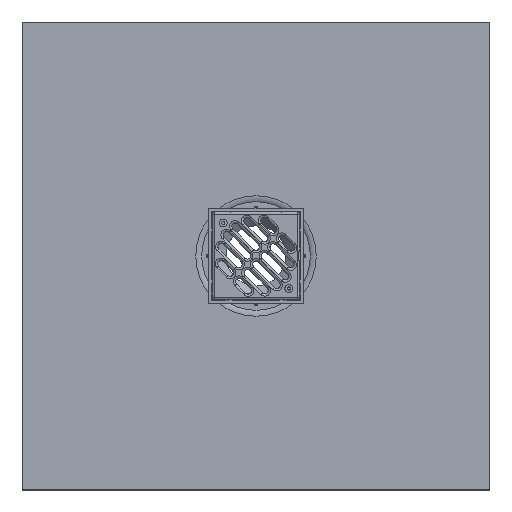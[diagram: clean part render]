
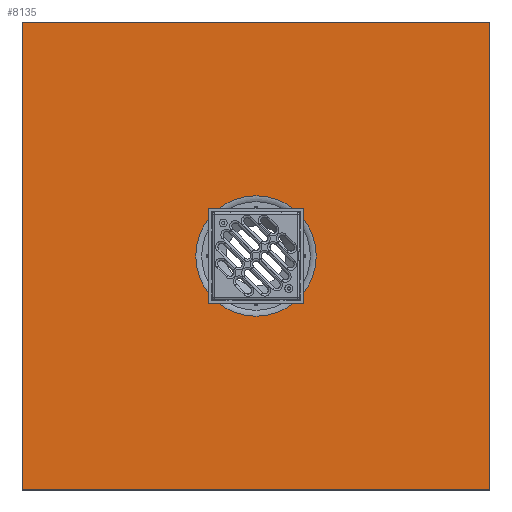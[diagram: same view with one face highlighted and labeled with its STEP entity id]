
A CAD part, top view. The second image highlights one B-rep face of the part: STEP entity #8135.
In plain terms, the highlighted planar face has unit normal (0, 0, 1).
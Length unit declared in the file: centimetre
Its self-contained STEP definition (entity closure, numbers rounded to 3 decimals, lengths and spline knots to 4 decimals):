
#357=LINE('',#13802,#896);
#361=LINE('',#13809,#900);
#364=LINE('',#13815,#903);
#365=LINE('',#13817,#904);
#896=VECTOR('',#10319,1.);
#900=VECTOR('',#10325,1.);
#903=VECTOR('',#10330,1.);
#904=VECTOR('',#10333,1.);
#1448=FACE_BOUND('',#2341,.T.);
#1535=PLANE('',#8835);
#1800=FACE_OUTER_BOUND('',#2340,.T.);
#2340=EDGE_LOOP('',(#6002,#6003,#6004,#6005));
#2341=EDGE_LOOP('',(#6006));
#2982=CIRCLE('',#8805,64.3137);
#3623=VERTEX_POINT('',#13753);
#3638=VERTEX_POINT('',#13799);
#3639=VERTEX_POINT('',#13801);
#3641=VERTEX_POINT('',#13807);
#3643=VERTEX_POINT('',#13813);
#4480=EDGE_CURVE('',#3623,#3623,#2982,.T.);
#4503=EDGE_CURVE('',#3638,#3639,#357,.T.);
#4507=EDGE_CURVE('',#3641,#3638,#361,.T.);
#4510=EDGE_CURVE('',#3643,#3641,#364,.T.);
#4511=EDGE_CURVE('',#3639,#3643,#365,.T.);
#6002=ORIENTED_EDGE('',*,*,#4503,.F.);
#6003=ORIENTED_EDGE('',*,*,#4507,.F.);
#6004=ORIENTED_EDGE('',*,*,#4510,.F.);
#6005=ORIENTED_EDGE('',*,*,#4511,.F.);
#6006=ORIENTED_EDGE('',*,*,#4480,.T.);
#8135=ADVANCED_FACE('',(#1800,#1448),#1535,.F.);
#8805=AXIS2_PLACEMENT_3D('',#13754,#10259,#10260);
#8835=AXIS2_PLACEMENT_3D('',#13816,#10331,#10332);
#10259=DIRECTION('center_axis',(0.,0.,-1.));
#10260=DIRECTION('ref_axis',(1.,0.,0.));
#10319=DIRECTION('',(0.,-1.,0.));
#10325=DIRECTION('',(1.,0.,0.));
#10330=DIRECTION('',(0.,1.,0.));
#10331=DIRECTION('center_axis',(0.,0.,-1.));
#10332=DIRECTION('ref_axis',(-1.,0.,0.));
#10333=DIRECTION('',(-1.,0.,0.));
#13753=CARTESIAN_POINT('',(1008.9395,184.3313,128.));
#13754=CARTESIAN_POINT('Origin',(1008.9395,248.645,128.));
#13799=CARTESIAN_POINT('',(1258.9395,498.645,128.));
#13801=CARTESIAN_POINT('',(1258.9395,-1.355,128.));
#13802=CARTESIAN_POINT('',(1258.9395,248.645,128.));
#13807=CARTESIAN_POINT('',(758.9395,498.645,128.));
#13809=CARTESIAN_POINT('',(1008.9395,498.645,128.));
#13813=CARTESIAN_POINT('',(758.9395,-1.355,128.));
#13815=CARTESIAN_POINT('',(758.9395,248.645,128.));
#13816=CARTESIAN_POINT('Origin',(1008.9395,248.645,128.));
#13817=CARTESIAN_POINT('',(1008.9395,-1.355,128.));
